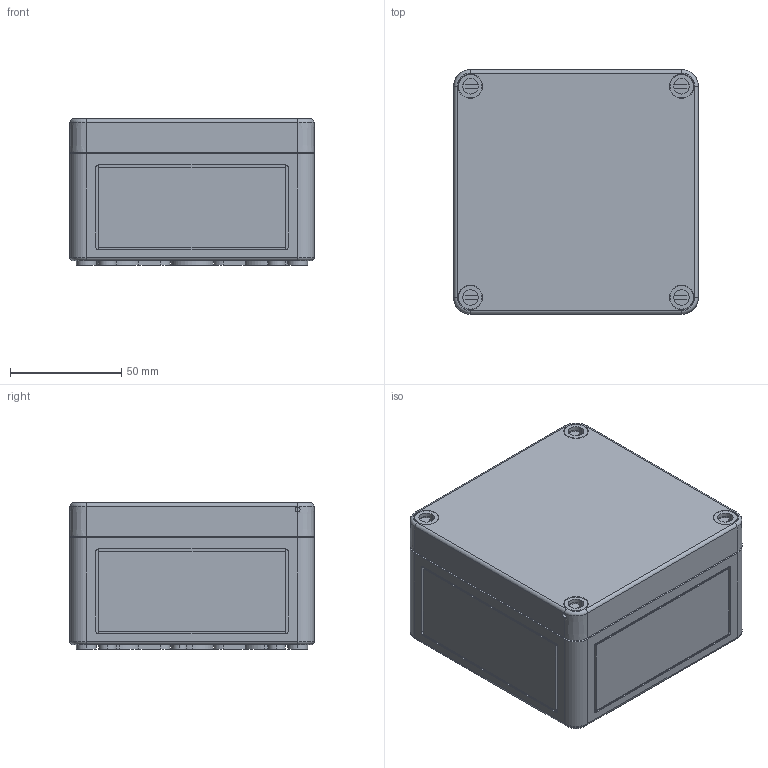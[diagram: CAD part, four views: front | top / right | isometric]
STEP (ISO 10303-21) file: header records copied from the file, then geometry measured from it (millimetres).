
FILE_DESCRIPTION (( 'STEP AP203' ), '1' );
FILE_NAME ('60111112.step', '2014-12-03T15:00:10', ( 'Windows-Benutzer' ), ( '' ), 'SwSTEP 2.0', 'SolidWorks 2014', '' );
FILE_SCHEMA (( 'CONFIG_CONTROL_DESIGN' ));
Length unit declared in the file: millimetre
Products named in the file (4): Kasten_TK1111-o60111112; Deckel_TK1111-7-t60111112; Schraube_TK34mm-schwarz60111112; 60111112
Assembly tree (6 placements, depth 2):
  60111112
    Kasten_TK1111-o60111112
    Deckel_TK1111-7-t60111112
    Schraube_TK34mm-schwarz60111112  x4
Bounding box: 110 x 110 x 65.7 mm (x, y, z)
Volume: 162930.9 mm3; surface area: 124863.8 mm2
Topology: 6 solids, 6 shells, 707 faces, 1793 edges, 1166 vertices
Faces by surface type: plane 368, cylinder 251, cone 72, torus 16
Entity records: 18121 total; most frequent: CARTESIAN_POINT 3201, DIRECTION 3171, ORIENTED_EDGE 2926, EDGE_CURVE 1463, AXIS2_PLACEMENT_3D 1164, VERTEX_POINT 950, VECTOR 843, LINE 843
